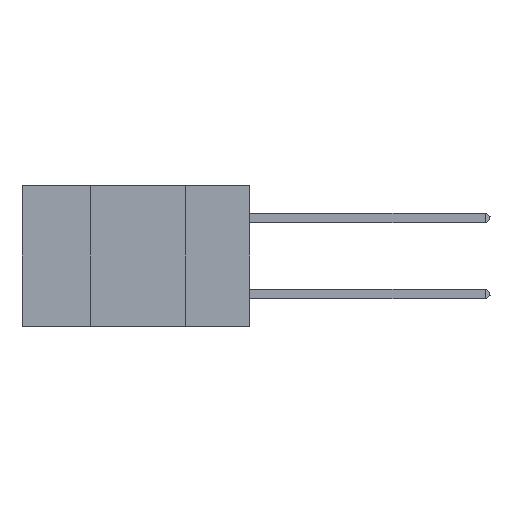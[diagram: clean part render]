
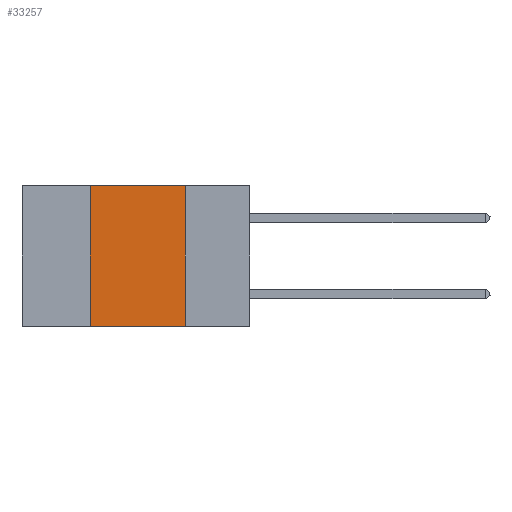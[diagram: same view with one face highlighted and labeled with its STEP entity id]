
A CAD part, left-side view. The second image highlights one B-rep face of the part: STEP entity #33257.
In plain terms, the highlighted planar face has unit normal (-1, 0, 0).
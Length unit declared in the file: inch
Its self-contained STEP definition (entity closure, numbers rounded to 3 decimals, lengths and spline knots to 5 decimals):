
#829 = FACE_OUTER_BOUND ( 'NONE', #2519, .T. ) ;
#930 = EDGE_CURVE ( 'NONE', #8194, #3980, #10467, .T. ) ;
#956 = CARTESIAN_POINT ( 'NONE',  ( 0., 0.42, -0.37 ) ) ;
#2131 = LINE ( 'NONE', #17742, #3456 ) ;
#2519 = EDGE_LOOP ( 'NONE', ( #21003, #17891, #6823, #30870 ) ) ;
#2523 = DIRECTION ( 'NONE',  ( 0., 0., -1. ) ) ;
#2936 = EDGE_CURVE ( 'NONE', #30564, #25817, #8601, .T. ) ;
#3193 = EDGE_CURVE ( 'NONE', #8194, #30564, #2131, .T. ) ;
#3224 = VECTOR ( 'NONE', #7067, 39.37008 ) ;
#3456 = VECTOR ( 'NONE', #31378, 39.37008 ) ;
#3980 = VERTEX_POINT ( 'NONE', #4698 ) ;
#4698 = CARTESIAN_POINT ( 'NONE',  ( 0., 0.17, -0.37 ) ) ;
#5281 = PLANE ( 'NONE',  #33407 ) ;
#5398 = CARTESIAN_POINT ( 'NONE',  ( 0., 0.6, 0. ) ) ;
#5603 = VECTOR ( 'NONE', #12955, 39.37008 ) ;
#6823 = ORIENTED_EDGE ( 'NONE', *, *, #3193, .F. ) ;
#7067 = DIRECTION ( 'NONE',  ( 0., -1., 0. ) ) ;
#7547 = CARTESIAN_POINT ( 'NONE',  ( 0., 0.6, 0. ) ) ;
#8194 = VERTEX_POINT ( 'NONE', #956 ) ;
#8601 = LINE ( 'NONE', #7547, #5603 ) ;
#10370 = CARTESIAN_POINT ( 'NONE',  ( 0., 0.42, 0. ) ) ;
#10467 = LINE ( 'NONE', #20758, #3224 ) ;
#12955 = DIRECTION ( 'NONE',  ( 0., -1., 0. ) ) ;
#17742 = CARTESIAN_POINT ( 'NONE',  ( 0., 0.42, 0. ) ) ;
#17891 = ORIENTED_EDGE ( 'NONE', *, *, #2936, .F. ) ;
#20758 = CARTESIAN_POINT ( 'NONE',  ( 0., 0.6, -0.37 ) ) ;
#20767 = EDGE_CURVE ( 'NONE', #25817, #3980, #29260, .T. ) ;
#21003 = ORIENTED_EDGE ( 'NONE', *, *, #20767, .F. ) ;
#23015 = DIRECTION ( 'NONE',  ( 0., 0., -1. ) ) ;
#23136 = CARTESIAN_POINT ( 'NONE',  ( 0., 0.17, 0. ) ) ;
#23652 = VECTOR ( 'NONE', #23015, 39.37008 ) ;
#25817 = VERTEX_POINT ( 'NONE', #33002 ) ;
#27178 = DIRECTION ( 'NONE',  ( 1., 0., 0. ) ) ;
#29260 = LINE ( 'NONE', #23136, #23652 ) ;
#30564 = VERTEX_POINT ( 'NONE', #10370 ) ;
#30870 = ORIENTED_EDGE ( 'NONE', *, *, #930, .T. ) ;
#31378 = DIRECTION ( 'NONE',  ( 0., 0., 1. ) ) ;
#33002 = CARTESIAN_POINT ( 'NONE',  ( 0., 0.17, 0. ) ) ;
#33257 = ADVANCED_FACE ( 'NONE', ( #829 ), #5281, .F. ) ;
#33407 = AXIS2_PLACEMENT_3D ( 'NONE', #5398, #27178, #2523 ) ;
